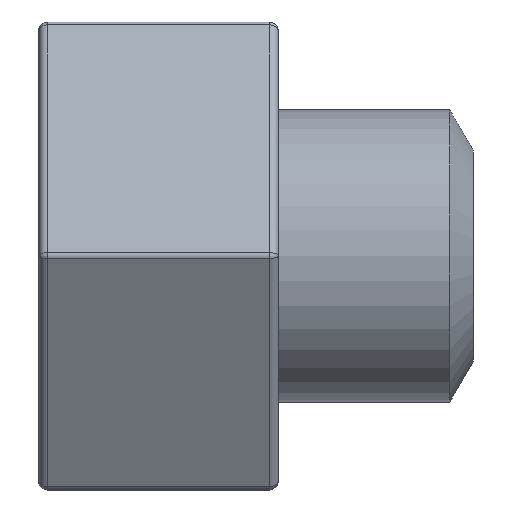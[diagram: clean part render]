
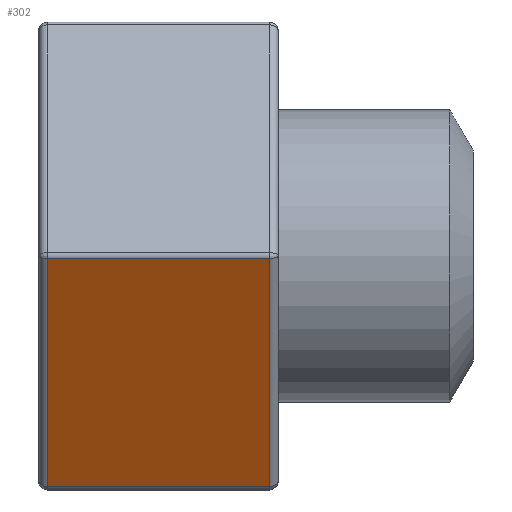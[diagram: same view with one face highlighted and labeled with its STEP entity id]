
A CAD part, top view. The second image highlights one B-rep face of the part: STEP entity #302.
In plain terms, the highlighted face is planar.
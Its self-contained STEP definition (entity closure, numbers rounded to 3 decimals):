
#108=FACE_OUTER_BOUND('',#430,.T.);
#153=LINE('',#1283,#189);
#154=LINE('',#1286,#190);
#155=LINE('',#1288,#191);
#156=LINE('',#1290,#192);
#189=VECTOR('',#1039,1.);
#190=VECTOR('',#1040,1.);
#191=VECTOR('',#1041,1.);
#192=VECTOR('',#1042,1.);
#276=PLANE('',#882);
#302=ADVANCED_FACE('',(#108),#276,.T.);
#430=EDGE_LOOP('',(#519,#520,#521,#522));
#519=ORIENTED_EDGE('',*,*,#747,.T.);
#520=ORIENTED_EDGE('',*,*,#748,.T.);
#521=ORIENTED_EDGE('',*,*,#749,.T.);
#522=ORIENTED_EDGE('',*,*,#750,.T.);
#690=VERTEX_POINT('',#1284);
#691=VERTEX_POINT('',#1285);
#692=VERTEX_POINT('',#1287);
#693=VERTEX_POINT('',#1289);
#747=EDGE_CURVE('',#690,#691,#153,.T.);
#748=EDGE_CURVE('',#691,#692,#154,.T.);
#749=EDGE_CURVE('',#692,#693,#155,.T.);
#750=EDGE_CURVE('',#693,#690,#156,.T.);
#882=AXIS2_PLACEMENT_3D('',#1291,#1043,#1044);
#1039=DIRECTION('',(-0.866,-0.5,0.));
#1040=DIRECTION('',(0.,0.,-1.));
#1041=DIRECTION('',(0.866,0.5,0.));
#1042=DIRECTION('',(0.,0.,1.));
#1043=DIRECTION('',(0.5,-0.866,0.));
#1044=DIRECTION('',(0.866,0.5,0.));
#1283=CARTESIAN_POINT('',(0.,-46.188,39.5));
#1284=CARTESIAN_POINT('',(39.5,-23.383,39.5));
#1285=CARTESIAN_POINT('',(0.5,-45.899,39.5));
#1286=CARTESIAN_POINT('',(0.5,-45.899,41.));
#1287=CARTESIAN_POINT('',(0.5,-45.899,1.5));
#1288=CARTESIAN_POINT('',(40.,-23.094,1.5));
#1289=CARTESIAN_POINT('',(39.5,-23.383,1.5));
#1290=CARTESIAN_POINT('',(39.5,-23.383,41.));
#1291=CARTESIAN_POINT('',(40.,-23.094,41.));
